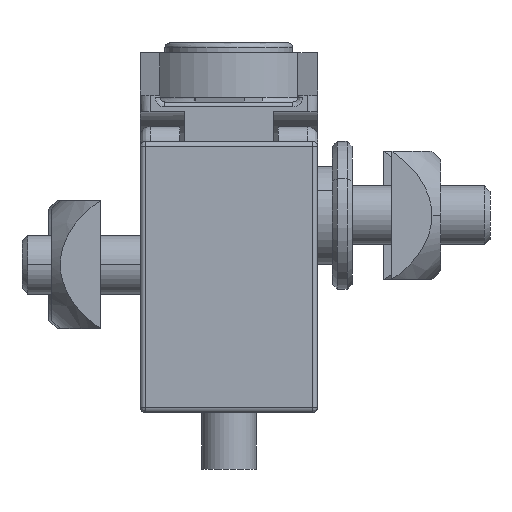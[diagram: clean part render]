
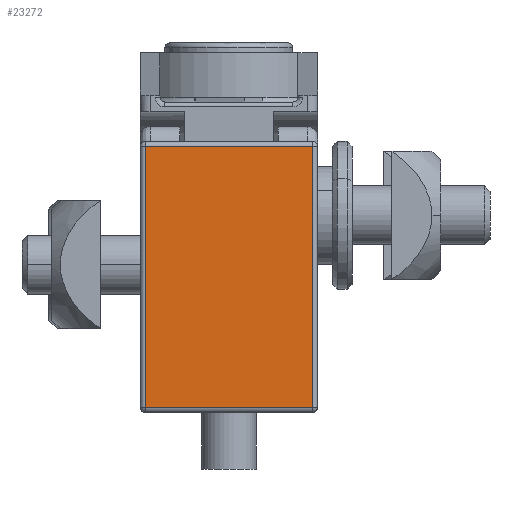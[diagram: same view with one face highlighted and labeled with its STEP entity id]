
A CAD part, front view. The second image highlights one B-rep face of the part: STEP entity #23272.
In plain terms, the highlighted planar face has unit normal (0, -1, 0).
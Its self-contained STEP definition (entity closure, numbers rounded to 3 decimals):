
#4694 = CARTESIAN_POINT ( 'NONE',  ( -8.5, 0., 0.5 ) ) ;
#4950 = CARTESIAN_POINT ( 'NONE',  ( -8.5, 0., 27. ) ) ;
#5096 = CARTESIAN_POINT ( 'NONE',  ( 8.5, 0., 27. ) ) ;
#5104 = DIRECTION ( 'NONE',  ( 0., 0., 1. ) ) ;
#5105 = VECTOR ( 'NONE', #5104, 1000. ) ;
#5106 = CARTESIAN_POINT ( 'NONE',  ( -8.5, 0., 13.75 ) ) ;
#5107 = LINE ( 'NONE', #5106, #5105 ) ;
#5160 = CARTESIAN_POINT ( 'NONE',  ( 0., 0., 0.5 ) ) ;
#5165 = CARTESIAN_POINT ( 'NONE',  ( 0., 0., 27. ) ) ;
#5168 = DIRECTION ( 'NONE',  ( -1., 0., 0. ) ) ;
#5169 = VECTOR ( 'NONE', #5168, 1000. ) ;
#5170 = LINE ( 'NONE', #5160, #5169 ) ;
#5205 = CARTESIAN_POINT ( 'NONE',  ( 8.5, 0., 0.5 ) ) ;
#5208 = DIRECTION ( 'NONE',  ( 1., 0., 0. ) ) ;
#5209 = VECTOR ( 'NONE', #5208, 1000. ) ;
#5210 = LINE ( 'NONE', #5165, #5209 ) ;
#5401 = PLANE ( 'NONE',  #5414 ) ;
#5407 = FACE_OUTER_BOUND ( 'NONE', #23335, .T. ) ;
#5408 = DIRECTION ( 'NONE',  ( 0., 0., 1. ) ) ;
#5409 = VECTOR ( 'NONE', #5408, 1000. ) ;
#5410 = LINE ( 'NONE', #5419, #5409 ) ;
#5414 = AXIS2_PLACEMENT_3D ( 'NONE', #5433, #5451, #5450 ) ;
#5419 = CARTESIAN_POINT ( 'NONE',  ( 8.5, 0., 13.75 ) ) ;
#5433 = CARTESIAN_POINT ( 'NONE',  ( -8.5, 0., 0.5 ) ) ;
#5450 = DIRECTION ( 'NONE',  ( 0., 0., 1. ) ) ;
#5451 = DIRECTION ( 'NONE',  ( 0., 1., 0. ) ) ;
#22861 = VERTEX_POINT ( 'NONE', #4694 ) ;
#22927 = VERTEX_POINT ( 'NONE', #4950 ) ;
#23097 = EDGE_CURVE ( 'NONE', #22861, #22927, #5107, .T. ) ;
#23109 = VERTEX_POINT ( 'NONE', #5096 ) ;
#23139 = EDGE_CURVE ( 'NONE', #23145, #22861, #5170, .T. ) ;
#23141 = EDGE_CURVE ( 'NONE', #22927, #23109, #5210, .T. ) ;
#23145 = VERTEX_POINT ( 'NONE', #5205 ) ;
#23268 = EDGE_CURVE ( 'NONE', #23145, #23109, #5410, .T. ) ;
#23269 = ORIENTED_EDGE ( 'NONE', *, *, #23139, .F. ) ;
#23272 = ADVANCED_FACE ( 'NONE', ( #5407 ), #5401, .F. ) ;
#23273 = ORIENTED_EDGE ( 'NONE', *, *, #23141, .F. ) ;
#23274 = ORIENTED_EDGE ( 'NONE', *, *, #23268, .T. ) ;
#23279 = ORIENTED_EDGE ( 'NONE', *, *, #23097, .F. ) ;
#23335 = EDGE_LOOP ( 'NONE', ( #23274, #23273, #23279, #23269 ) ) ;
